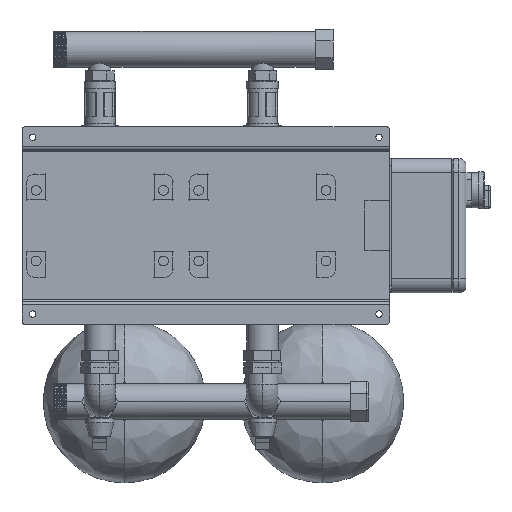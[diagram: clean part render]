
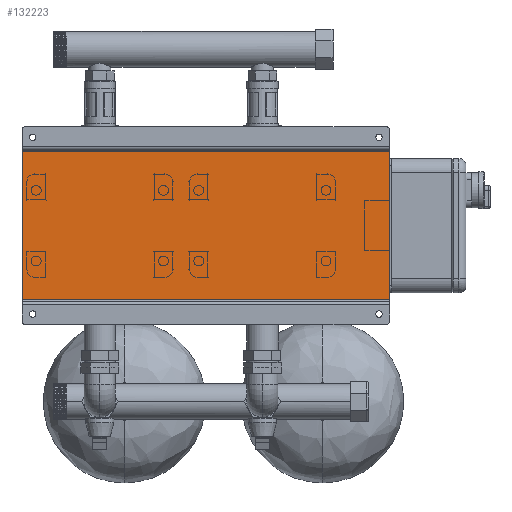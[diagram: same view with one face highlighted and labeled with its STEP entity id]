
A CAD part, front view. The second image highlights one B-rep face of the part: STEP entity #132223.
In plain terms, the highlighted planar face has unit normal (0, -1, 0).
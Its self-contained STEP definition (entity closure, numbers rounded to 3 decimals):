
#14955 = CARTESIAN_POINT ( 'NONE',  ( 260., 51., -105. ) ) ;
#23693 = ORIENTED_EDGE ( 'NONE', *, *, #53931, .T. ) ;
#34118 = CARTESIAN_POINT ( 'NONE',  ( 260., 51., 105. ) ) ;
#36011 = DIRECTION ( 'NONE',  ( 0., 0., -1. ) ) ;
#37575 = VECTOR ( 'NONE', #116585, 1000. ) ;
#44262 = CARTESIAN_POINT ( 'NONE',  ( 260., 51., -105. ) ) ;
#51338 = EDGE_LOOP ( 'NONE', ( #23693, #177043, #155829, #68987 ) ) ;
#52666 = VERTEX_POINT ( 'NONE', #112284 ) ;
#53931 = EDGE_CURVE ( 'NONE', #52666, #87548, #69801, .T. ) ;
#65565 = EDGE_CURVE ( 'NONE', #128875, #52666, #108394, .T. ) ;
#68987 = ORIENTED_EDGE ( 'NONE', *, *, #65565, .T. ) ;
#69197 = VECTOR ( 'NONE', #153216, 1000. ) ;
#69801 = LINE ( 'NONE', #87957, #37575 ) ;
#78858 = DIRECTION ( 'NONE',  ( -1., 0., 0. ) ) ;
#83304 = AXIS2_PLACEMENT_3D ( 'NONE', #84708, #117167, #114320 ) ;
#84708 = CARTESIAN_POINT ( 'NONE',  ( 260., 51., -105. ) ) ;
#87548 = VERTEX_POINT ( 'NONE', #154126 ) ;
#87587 = PLANE ( 'NONE',  #83304 ) ;
#87957 = CARTESIAN_POINT ( 'NONE',  ( -260., 51., -105. ) ) ;
#108394 = LINE ( 'NONE', #138900, #69197 ) ;
#112284 = CARTESIAN_POINT ( 'NONE',  ( -260., 51., 105. ) ) ;
#113618 = EDGE_CURVE ( 'NONE', #147781, #87548, #130444, .T. ) ;
#114320 = DIRECTION ( 'NONE',  ( 0., 0., 1. ) ) ;
#116585 = DIRECTION ( 'NONE',  ( 0., 0., -1. ) ) ;
#117167 = DIRECTION ( 'NONE',  ( 0., 1., 0. ) ) ;
#120674 = VECTOR ( 'NONE', #78858, 1000. ) ;
#128875 = VERTEX_POINT ( 'NONE', #175747 ) ;
#130444 = LINE ( 'NONE', #14955, #120674 ) ;
#132223 = ADVANCED_FACE ( 'NONE', ( #188808 ), #87587, .F. ) ;
#135793 = VECTOR ( 'NONE', #36011, 1000. ) ;
#138900 = CARTESIAN_POINT ( 'NONE',  ( 260., 51., 105. ) ) ;
#147781 = VERTEX_POINT ( 'NONE', #44262 ) ;
#151468 = EDGE_CURVE ( 'NONE', #128875, #147781, #166791, .T. ) ;
#153216 = DIRECTION ( 'NONE',  ( -1., 0., 0. ) ) ;
#154126 = CARTESIAN_POINT ( 'NONE',  ( -260., 51., -105. ) ) ;
#155829 = ORIENTED_EDGE ( 'NONE', *, *, #151468, .F. ) ;
#166791 = LINE ( 'NONE', #34118, #135793 ) ;
#175747 = CARTESIAN_POINT ( 'NONE',  ( 260., 51., 105. ) ) ;
#177043 = ORIENTED_EDGE ( 'NONE', *, *, #113618, .F. ) ;
#188808 = FACE_OUTER_BOUND ( 'NONE', #51338, .T. ) ;
